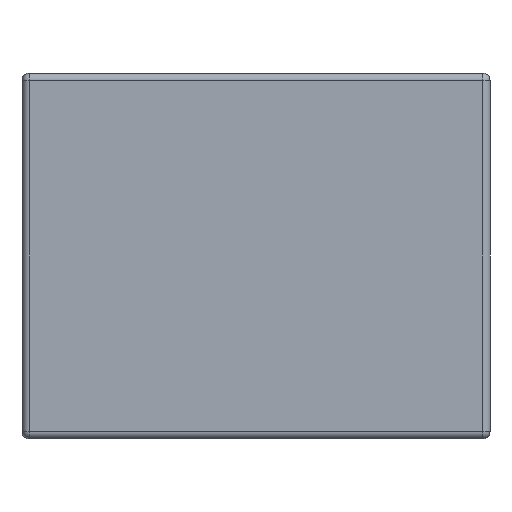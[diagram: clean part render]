
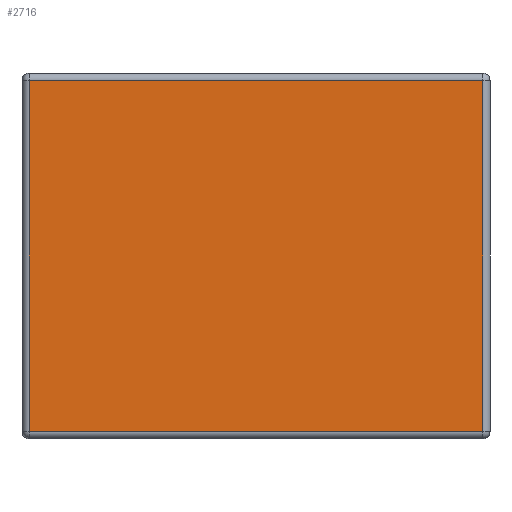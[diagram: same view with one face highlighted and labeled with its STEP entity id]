
A CAD part, left-side view. The second image highlights one B-rep face of the part: STEP entity #2716.
In plain terms, the highlighted planar face has unit normal (-1, 0, 0).
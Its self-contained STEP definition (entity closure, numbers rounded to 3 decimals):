
#83 = ORIENTED_EDGE ( 'NONE', *, *, #716, .T. ) ;
#90 = PLANE ( 'NONE',  #479 ) ;
#166 = CARTESIAN_POINT ( 'NONE',  ( -2.25, -1.55, 2.5 ) ) ;
#177 = CARTESIAN_POINT ( 'NONE',  ( -2.25, 1.55, 2.45 ) ) ;
#234 = CARTESIAN_POINT ( 'NONE',  ( -2.25, 0., 2.5 ) ) ;
#309 = VERTEX_POINT ( 'NONE', #2826 ) ;
#330 = LINE ( 'NONE', #2167, #929 ) ;
#413 = LINE ( 'NONE', #166, #1114 ) ;
#479 = AXIS2_PLACEMENT_3D ( 'NONE', #234, #984, #1727 ) ;
#716 = EDGE_CURVE ( 'NONE', #2005, #309, #413, .T. ) ;
#799 = CARTESIAN_POINT ( 'NONE',  ( -2.25, -1.6, 0.05 ) ) ;
#847 = ORIENTED_EDGE ( 'NONE', *, *, #1975, .T. ) ;
#929 = VECTOR ( 'NONE', #2395, 1000. ) ;
#951 = VERTEX_POINT ( 'NONE', #3176 ) ;
#984 = DIRECTION ( 'NONE',  ( -1., 0., 0. ) ) ;
#1114 = VECTOR ( 'NONE', #1184, 1000. ) ;
#1184 = DIRECTION ( 'NONE',  ( 0., 0., 1. ) ) ;
#1198 = LINE ( 'NONE', #2985, #1885 ) ;
#1432 = ORIENTED_EDGE ( 'NONE', *, *, #1561, .T. ) ;
#1561 = EDGE_CURVE ( 'NONE', #951, #2005, #3086, .T. ) ;
#1727 = DIRECTION ( 'NONE',  ( 0., 0., 1. ) ) ;
#1747 = VECTOR ( 'NONE', #1808, 1000. ) ;
#1766 = VERTEX_POINT ( 'NONE', #177 ) ;
#1808 = DIRECTION ( 'NONE',  ( 0., -1., 0. ) ) ;
#1885 = VECTOR ( 'NONE', #2022, 1000. ) ;
#1975 = EDGE_CURVE ( 'NONE', #309, #1766, #330, .T. ) ;
#2005 = VERTEX_POINT ( 'NONE', #2602 ) ;
#2022 = DIRECTION ( 'NONE',  ( 0., 0., -1. ) ) ;
#2063 = EDGE_LOOP ( 'NONE', ( #847, #3258, #1432, #83 ) ) ;
#2167 = CARTESIAN_POINT ( 'NONE',  ( -2.25, 0., 2.45 ) ) ;
#2395 = DIRECTION ( 'NONE',  ( 0., 1., 0. ) ) ;
#2602 = CARTESIAN_POINT ( 'NONE',  ( -2.25, -1.55, 0.05 ) ) ;
#2716 = ADVANCED_FACE ( 'NONE', ( #3236 ), #90, .T. ) ;
#2738 = EDGE_CURVE ( 'NONE', #1766, #951, #1198, .T. ) ;
#2826 = CARTESIAN_POINT ( 'NONE',  ( -2.25, -1.55, 2.45 ) ) ;
#2985 = CARTESIAN_POINT ( 'NONE',  ( -2.25, 1.55, 0. ) ) ;
#3086 = LINE ( 'NONE', #799, #1747 ) ;
#3176 = CARTESIAN_POINT ( 'NONE',  ( -2.25, 1.55, 0.05 ) ) ;
#3236 = FACE_OUTER_BOUND ( 'NONE', #2063, .T. ) ;
#3258 = ORIENTED_EDGE ( 'NONE', *, *, #2738, .T. ) ;
